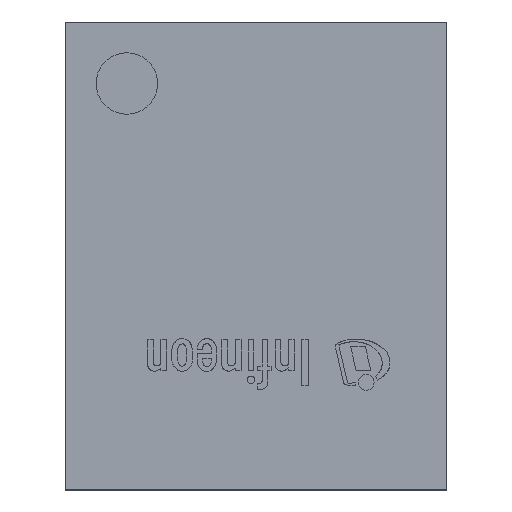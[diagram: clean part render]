
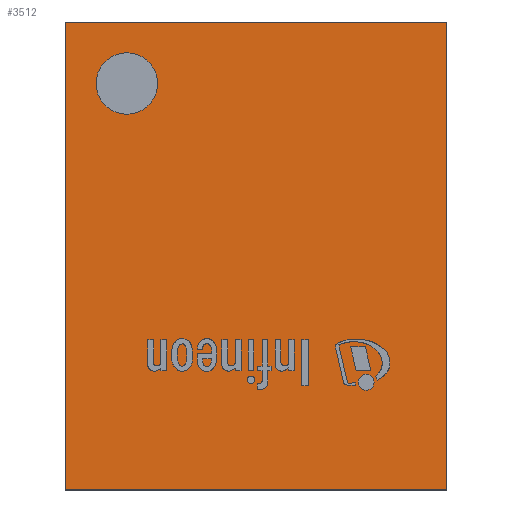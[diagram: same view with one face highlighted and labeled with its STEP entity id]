
A CAD part, top view. The second image highlights one B-rep face of the part: STEP entity #3512.
In plain terms, the highlighted planar face has unit normal (0, 0, 1).
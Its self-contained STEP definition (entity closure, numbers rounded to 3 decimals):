
#73=FACE_BOUND('',#403,.T.);
#81=CIRCLE('',#3765,0.25);
#174=FACE_OUTER_BOUND('',#402,.T.);
#402=EDGE_LOOP('',(#2367,#2368,#2369,#2370));
#403=EDGE_LOOP('',(#2371));
#638=LINE('',#4903,#1078);
#641=LINE('',#4909,#1081);
#644=LINE('',#4915,#1084);
#647=LINE('',#4919,#1087);
#1078=VECTOR('',#4017,1.);
#1081=VECTOR('',#4022,1.);
#1084=VECTOR('',#4027,1.);
#1087=VECTOR('',#4032,1.);
#1512=VERTEX_POINT('',#4891);
#1516=VERTEX_POINT('',#4900);
#1517=VERTEX_POINT('',#4902);
#1519=VERTEX_POINT('',#4908);
#1521=VERTEX_POINT('',#4914);
#1844=EDGE_CURVE('',#1512,#1512,#81,.T.);
#1848=EDGE_CURVE('',#1517,#1516,#638,.T.);
#1851=EDGE_CURVE('',#1519,#1517,#641,.T.);
#1854=EDGE_CURVE('',#1521,#1519,#644,.T.);
#1857=EDGE_CURVE('',#1516,#1521,#647,.T.);
#2367=ORIENTED_EDGE('',*,*,#1857,.T.);
#2368=ORIENTED_EDGE('',*,*,#1854,.T.);
#2369=ORIENTED_EDGE('',*,*,#1851,.T.);
#2370=ORIENTED_EDGE('',*,*,#1848,.T.);
#2371=ORIENTED_EDGE('',*,*,#1844,.T.);
#3308=PLANE('',#3773);
#3512=ADVANCED_FACE('',(#174,#73),#3308,.T.);
#3765=AXIS2_PLACEMENT_3D('',#4892,#4007,#4008);
#3773=AXIS2_PLACEMENT_3D('',#4921,#4035,#4036);
#4007=DIRECTION('center_axis',(0.,0.,-1.));
#4008=DIRECTION('ref_axis',(-1.,0.,0.));
#4017=DIRECTION('',(0.,-1.,0.));
#4022=DIRECTION('',(-1.,0.,0.));
#4027=DIRECTION('',(0.,1.,0.));
#4032=DIRECTION('',(1.,0.,0.));
#4035=DIRECTION('center_axis',(0.,0.,1.));
#4036=DIRECTION('ref_axis',(-1.,0.,0.));
#4891=CARTESIAN_POINT('',(-0.8,1.4,2.325));
#4892=CARTESIAN_POINT('Origin',(-1.05,1.4,2.325));
#4900=CARTESIAN_POINT('',(-1.55,-1.9,2.325));
#4902=CARTESIAN_POINT('',(-1.55,1.9,2.325));
#4903=CARTESIAN_POINT('',(-1.55,-1.9,2.325));
#4908=CARTESIAN_POINT('',(1.55,1.9,2.325));
#4909=CARTESIAN_POINT('',(-1.55,1.9,2.325));
#4914=CARTESIAN_POINT('',(1.55,-1.9,2.325));
#4915=CARTESIAN_POINT('',(1.55,1.9,2.325));
#4919=CARTESIAN_POINT('',(1.55,-1.9,2.325));
#4921=CARTESIAN_POINT('Origin',(0.,0.,2.325));
